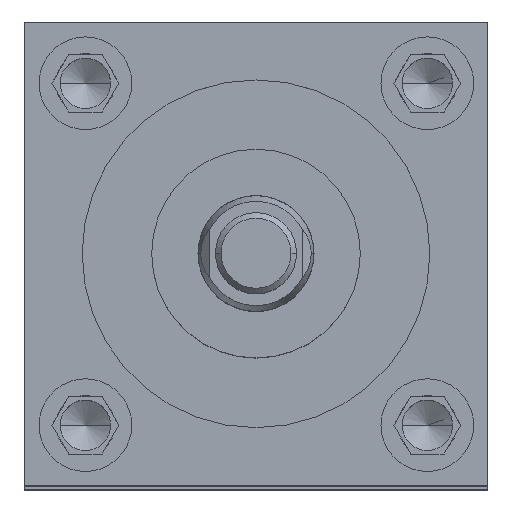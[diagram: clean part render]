
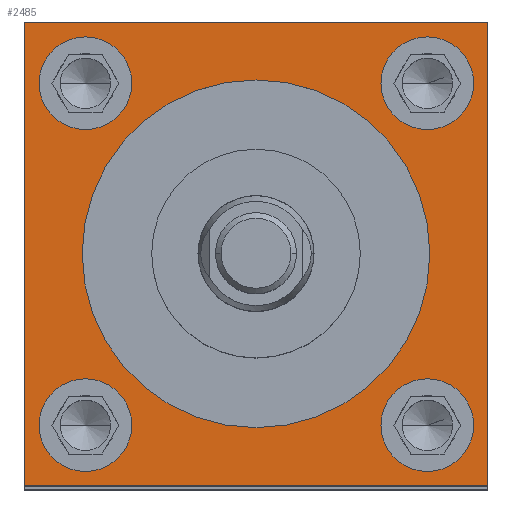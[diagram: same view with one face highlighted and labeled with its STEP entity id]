
A CAD part, top view. The second image highlights one B-rep face of the part: STEP entity #2485.
In plain terms, the highlighted planar face has unit normal (0, 0, 1).
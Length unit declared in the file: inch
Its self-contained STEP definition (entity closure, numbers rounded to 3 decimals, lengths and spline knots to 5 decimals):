
#24 = CARTESIAN_POINT ( 'NONE',  ( -1.17, -0.924, 13.625 ) ) ;
#38 = VECTOR ( 'NONE', #2643, 39.37008 ) ;
#47 = DIRECTION ( 'NONE',  ( 0., 0., 1. ) ) ;
#61 = DIRECTION ( 'NONE',  ( 1., 0., 0. ) ) ;
#134 = ORIENTED_EDGE ( 'NONE', *, *, #448, .F. ) ;
#168 = VERTEX_POINT ( 'NONE', #4518 ) ;
#188 = CARTESIAN_POINT ( 'NONE',  ( -0.9375, 0., 13.625 ) ) ;
#297 = DIRECTION ( 'NONE',  ( 0., 1., 0. ) ) ;
#336 = DIRECTION ( 'NONE',  ( 1., 0., 0. ) ) ;
#339 = CIRCLE ( 'NONE', #1616, 0.25 ) ;
#346 = ORIENTED_EDGE ( 'NONE', *, *, #3770, .F. ) ;
#414 = ORIENTED_EDGE ( 'NONE', *, *, #3536, .F. ) ;
#448 = EDGE_CURVE ( 'NONE', #1500, #168, #4581, .T. ) ;
#468 = FACE_OUTER_BOUND ( 'NONE', #607, .T. ) ;
#483 = AXIS2_PLACEMENT_3D ( 'NONE', #4284, #2451, #5665 ) ;
#603 = DIRECTION ( 'NONE',  ( 1., 0., 0. ) ) ;
#607 = EDGE_LOOP ( 'NONE', ( #1233, #1552, #6129, #4813 ) ) ;
#656 = CIRCLE ( 'NONE', #1232, 0.25 ) ;
#716 = VERTEX_POINT ( 'NONE', #2522 ) ;
#728 = LINE ( 'NONE', #5944, #2779 ) ;
#825 = CIRCLE ( 'NONE', #3093, 0.25 ) ;
#856 = VERTEX_POINT ( 'NONE', #2067 ) ;
#865 = DIRECTION ( 'NONE',  ( 0., -1., 0. ) ) ;
#1002 = VERTEX_POINT ( 'NONE', #1863 ) ;
#1012 = DIRECTION ( 'NONE',  ( 0., 0., 1. ) ) ;
#1024 = AXIS2_PLACEMENT_3D ( 'NONE', #5860, #5034, #2610 ) ;
#1040 = DIRECTION ( 'NONE',  ( 1., 0., 0. ) ) ;
#1062 = ORIENTED_EDGE ( 'NONE', *, *, #1601, .F. ) ;
#1161 = CIRCLE ( 'NONE', #5706, 0.9375 ) ;
#1171 = EDGE_CURVE ( 'NONE', #5800, #4229, #1161, .T. ) ;
#1205 = CARTESIAN_POINT ( 'NONE',  ( 1.25, -1.25, 13.625 ) ) ;
#1209 = EDGE_CURVE ( 'NONE', #4229, #5800, #1244, .T. ) ;
#1232 = AXIS2_PLACEMENT_3D ( 'NONE', #1493, #1379, #4671 ) ;
#1233 = ORIENTED_EDGE ( 'NONE', *, *, #3567, .T. ) ;
#1244 = CIRCLE ( 'NONE', #483, 0.9375 ) ;
#1379 = DIRECTION ( 'NONE',  ( 0., 0., 1. ) ) ;
#1408 = CARTESIAN_POINT ( 'NONE',  ( 0.924, 0.92, 13.625 ) ) ;
#1442 = FACE_BOUND ( 'NONE', #4855, .T. ) ;
#1469 = DIRECTION ( 'NONE',  ( 1., 0., 0. ) ) ;
#1493 = CARTESIAN_POINT ( 'NONE',  ( -0.92, -0.924, 13.625 ) ) ;
#1500 = VERTEX_POINT ( 'NONE', #5604 ) ;
#1552 = ORIENTED_EDGE ( 'NONE', *, *, #2780, .T. ) ;
#1597 = CARTESIAN_POINT ( 'NONE',  ( -0.92, 0.92, 13.625 ) ) ;
#1601 = EDGE_CURVE ( 'NONE', #5598, #3253, #5436, .T. ) ;
#1616 = AXIS2_PLACEMENT_3D ( 'NONE', #1597, #3497, #2965 ) ;
#1715 = DIRECTION ( 'NONE',  ( 0., 0., 1. ) ) ;
#1722 = CIRCLE ( 'NONE', #5787, 0.25 ) ;
#1760 = EDGE_LOOP ( 'NONE', ( #1062, #3086 ) ) ;
#1791 = CARTESIAN_POINT ( 'NONE',  ( 1.25, -1.25, 13.625 ) ) ;
#1863 = CARTESIAN_POINT ( 'NONE',  ( -1.25, -1.25, 13.625 ) ) ;
#2034 = EDGE_CURVE ( 'NONE', #3253, #5598, #656, .T. ) ;
#2067 = CARTESIAN_POINT ( 'NONE',  ( -0.67, 0.92, 13.625 ) ) ;
#2107 = CARTESIAN_POINT ( 'NONE',  ( -1.25, 1.25, 13.625 ) ) ;
#2192 = CARTESIAN_POINT ( 'NONE',  ( 0.924, -0.924, 13.625 ) ) ;
#2193 = LINE ( 'NONE', #2679, #3703 ) ;
#2225 = AXIS2_PLACEMENT_3D ( 'NONE', #4330, #3809, #1469 ) ;
#2310 = FACE_BOUND ( 'NONE', #1760, .T. ) ;
#2360 = VERTEX_POINT ( 'NONE', #5930 ) ;
#2364 = EDGE_CURVE ( 'NONE', #2514, #716, #1722, .T. ) ;
#2451 = DIRECTION ( 'NONE',  ( 0., 0., 1. ) ) ;
#2478 = EDGE_CURVE ( 'NONE', #168, #1500, #5888, .T. ) ;
#2485 = ADVANCED_FACE ( 'NONE', ( #1442, #2858, #2310, #5714, #4709, #468 ), #2886, .F. ) ;
#2514 = VERTEX_POINT ( 'NONE', #4271 ) ;
#2522 = CARTESIAN_POINT ( 'NONE',  ( 1.174, -0.924, 13.625 ) ) ;
#2610 = DIRECTION ( 'NONE',  ( 1., 0., 0. ) ) ;
#2643 = DIRECTION ( 'NONE',  ( -1., 0., 0. ) ) ;
#2679 = CARTESIAN_POINT ( 'NONE',  ( -1.25, -1.25, 13.625 ) ) ;
#2779 = VECTOR ( 'NONE', #3571, 39.37008 ) ;
#2780 = EDGE_CURVE ( 'NONE', #1002, #3245, #728, .T. ) ;
#2814 = ORIENTED_EDGE ( 'NONE', *, *, #5918, .F. ) ;
#2858 = FACE_BOUND ( 'NONE', #3958, .T. ) ;
#2886 = PLANE ( 'NONE',  #3517 ) ;
#2965 = DIRECTION ( 'NONE',  ( 1., 0., 0. ) ) ;
#3076 = CARTESIAN_POINT ( 'NONE',  ( -1.25, 1.25, 13.625 ) ) ;
#3086 = ORIENTED_EDGE ( 'NONE', *, *, #2034, .F. ) ;
#3093 = AXIS2_PLACEMENT_3D ( 'NONE', #4297, #47, #1040 ) ;
#3150 = VERTEX_POINT ( 'NONE', #6098 ) ;
#3154 = ORIENTED_EDGE ( 'NONE', *, *, #1209, .F. ) ;
#3245 = VERTEX_POINT ( 'NONE', #1791 ) ;
#3253 = VERTEX_POINT ( 'NONE', #24 ) ;
#3257 = AXIS2_PLACEMENT_3D ( 'NONE', #4840, #3370, #61 ) ;
#3363 = DIRECTION ( 'NONE',  ( 1., 0., 0. ) ) ;
#3370 = DIRECTION ( 'NONE',  ( 0., 0., 1. ) ) ;
#3497 = DIRECTION ( 'NONE',  ( 0., 0., 1. ) ) ;
#3517 = AXIS2_PLACEMENT_3D ( 'NONE', #4214, #4241, #4328 ) ;
#3524 = LINE ( 'NONE', #3076, #38 ) ;
#3536 = EDGE_CURVE ( 'NONE', #856, #3150, #339, .T. ) ;
#3567 = EDGE_CURVE ( 'NONE', #4279, #1002, #2193, .T. ) ;
#3571 = DIRECTION ( 'NONE',  ( 1., 0., 0. ) ) ;
#3601 = CIRCLE ( 'NONE', #2225, 0.25 ) ;
#3703 = VECTOR ( 'NONE', #865, 39.37008 ) ;
#3770 = EDGE_CURVE ( 'NONE', #716, #2514, #3601, .T. ) ;
#3809 = DIRECTION ( 'NONE',  ( 0., 0., 1. ) ) ;
#3927 = AXIS2_PLACEMENT_3D ( 'NONE', #1408, #1012, #3363 ) ;
#3958 = EDGE_LOOP ( 'NONE', ( #4753, #134 ) ) ;
#4214 = CARTESIAN_POINT ( 'NONE',  ( -1.25, 1.25, 13.625 ) ) ;
#4229 = VERTEX_POINT ( 'NONE', #5719 ) ;
#4241 = DIRECTION ( 'NONE',  ( 0., 0., -1. ) ) ;
#4271 = CARTESIAN_POINT ( 'NONE',  ( 0.674, -0.924, 13.625 ) ) ;
#4279 = VERTEX_POINT ( 'NONE', #2107 ) ;
#4282 = ORIENTED_EDGE ( 'NONE', *, *, #2364, .F. ) ;
#4284 = CARTESIAN_POINT ( 'NONE',  ( 0., 0., 13.625 ) ) ;
#4297 = CARTESIAN_POINT ( 'NONE',  ( -0.92, 0.92, 13.625 ) ) ;
#4328 = DIRECTION ( 'NONE',  ( -1., 0., 0. ) ) ;
#4330 = CARTESIAN_POINT ( 'NONE',  ( 0.924, -0.924, 13.625 ) ) ;
#4371 = EDGE_CURVE ( 'NONE', #2360, #4279, #3524, .T. ) ;
#4409 = EDGE_LOOP ( 'NONE', ( #414, #2814 ) ) ;
#4518 = CARTESIAN_POINT ( 'NONE',  ( 1.174, 0.92, 13.625 ) ) ;
#4581 = CIRCLE ( 'NONE', #1024, 0.25 ) ;
#4671 = DIRECTION ( 'NONE',  ( 1., 0., 0. ) ) ;
#4708 = VECTOR ( 'NONE', #297, 39.37008 ) ;
#4709 = FACE_BOUND ( 'NONE', #5687, .T. ) ;
#4729 = EDGE_CURVE ( 'NONE', #3245, #2360, #5381, .T. ) ;
#4753 = ORIENTED_EDGE ( 'NONE', *, *, #2478, .F. ) ;
#4813 = ORIENTED_EDGE ( 'NONE', *, *, #4371, .T. ) ;
#4840 = CARTESIAN_POINT ( 'NONE',  ( -0.92, -0.924, 13.625 ) ) ;
#4855 = EDGE_LOOP ( 'NONE', ( #346, #4282 ) ) ;
#4996 = CARTESIAN_POINT ( 'NONE',  ( 0., 0., 13.625 ) ) ;
#5034 = DIRECTION ( 'NONE',  ( 0., 0., 1. ) ) ;
#5225 = ORIENTED_EDGE ( 'NONE', *, *, #1171, .F. ) ;
#5381 = LINE ( 'NONE', #1205, #4708 ) ;
#5436 = CIRCLE ( 'NONE', #3257, 0.25 ) ;
#5469 = CARTESIAN_POINT ( 'NONE',  ( -0.67, -0.924, 13.625 ) ) ;
#5598 = VERTEX_POINT ( 'NONE', #5469 ) ;
#5604 = CARTESIAN_POINT ( 'NONE',  ( 0.674, 0.92, 13.625 ) ) ;
#5665 = DIRECTION ( 'NONE',  ( 1., 0., 0. ) ) ;
#5687 = EDGE_LOOP ( 'NONE', ( #3154, #5225 ) ) ;
#5706 = AXIS2_PLACEMENT_3D ( 'NONE', #4996, #5757, #603 ) ;
#5714 = FACE_BOUND ( 'NONE', #4409, .T. ) ;
#5719 = CARTESIAN_POINT ( 'NONE',  ( 0.9375, 0., 13.625 ) ) ;
#5757 = DIRECTION ( 'NONE',  ( 0., 0., 1. ) ) ;
#5787 = AXIS2_PLACEMENT_3D ( 'NONE', #2192, #1715, #336 ) ;
#5800 = VERTEX_POINT ( 'NONE', #188 ) ;
#5860 = CARTESIAN_POINT ( 'NONE',  ( 0.924, 0.92, 13.625 ) ) ;
#5888 = CIRCLE ( 'NONE', #3927, 0.25 ) ;
#5918 = EDGE_CURVE ( 'NONE', #3150, #856, #825, .T. ) ;
#5930 = CARTESIAN_POINT ( 'NONE',  ( 1.25, 1.25, 13.625 ) ) ;
#5944 = CARTESIAN_POINT ( 'NONE',  ( -1.25, -1.25, 13.625 ) ) ;
#6098 = CARTESIAN_POINT ( 'NONE',  ( -1.17, 0.92, 13.625 ) ) ;
#6129 = ORIENTED_EDGE ( 'NONE', *, *, #4729, .T. ) ;
